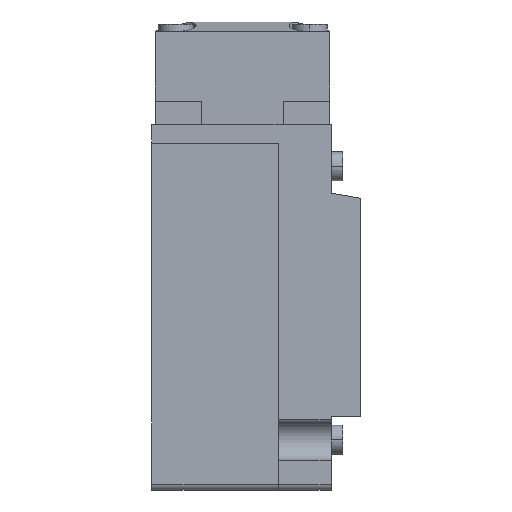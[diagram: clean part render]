
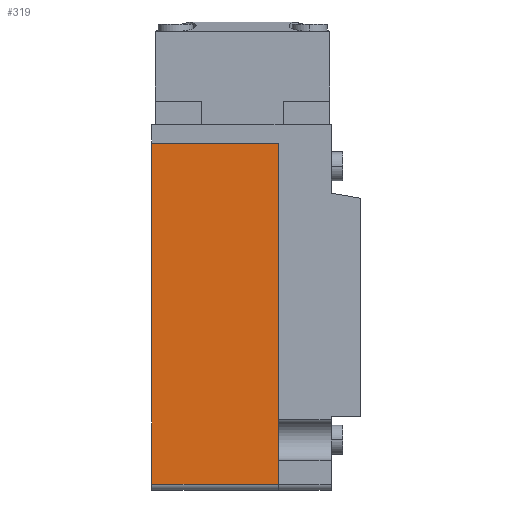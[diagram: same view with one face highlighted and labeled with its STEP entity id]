
A CAD part, left-side view. The second image highlights one B-rep face of the part: STEP entity #319.
In plain terms, the highlighted planar face has unit normal (-1, 0, 0).
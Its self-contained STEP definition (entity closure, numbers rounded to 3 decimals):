
#319=ADVANCED_FACE('FACE72',(#718),#719,.T.);
#718=FACE_OUTER_BOUND('',#1198,.T.);
#719=PLANE('',#1199);
#1198=EDGE_LOOP('',(#2070,#2071,#2072,#2073));
#1199=AXIS2_PLACEMENT_3D('',#2074,#2075,#2076);
#2070=ORIENTED_EDGE('',*,*,#2992,.T.);
#2071=ORIENTED_EDGE('',*,*,#3094,.F.);
#2072=ORIENTED_EDGE('',*,*,#3096,.T.);
#2073=ORIENTED_EDGE('',*,*,#3097,.T.);
#2074=CARTESIAN_POINT('',(-19.685,16.256,1.27));
#2075=DIRECTION('',(-1.0,0.,0.));
#2076=DIRECTION('',(0.,1.0,0.0));
#2992=EDGE_CURVE('EDGE113',#3610,#3608,#3611,.T.);
#3094=EDGE_CURVE('EDGE188',#3759,#3608,#3761,.T.);
#3096=EDGE_CURVE('EDGE189',#3759,#3763,#3764,.T.);
#3097=EDGE_CURVE('EDGE190',#3763,#3610,#3765,.T.);
#3608=VERTEX_POINT('VERTEX78',#4462);
#3610=VERTEX_POINT('VERTEX79',#4465);
#3611=LINE('',#4466,#4467);
#3759=VERTEX_POINT('VERTEX127',#4669);
#3761=LINE('',#4672,#4673);
#3763=VERTEX_POINT('VERTEX128',#4675);
#3764=LINE('',#4676,#4677);
#3765=LINE('',#4678,#4679);
#4462=CARTESIAN_POINT('',(-19.685,-11.405,75.667));
#4465=CARTESIAN_POINT('',(-19.685,-11.405,1.27));
#4466=CARTESIAN_POINT('',(-19.685,-11.405,75.667));
#4467=VECTOR('',#5430,25.4);
#4669=CARTESIAN_POINT('',(-19.685,16.256,75.667));
#4672=CARTESIAN_POINT('',(-19.685,16.256,75.667));
#4673=VECTOR('',#5543,25.4);
#4675=CARTESIAN_POINT('',(-19.685,16.256,1.27));
#4676=CARTESIAN_POINT('',(-19.685,16.256,75.667));
#4677=VECTOR('',#5544,25.4);
#4678=CARTESIAN_POINT('',(-19.685,16.256,1.27));
#4679=VECTOR('',#5545,25.4);
#5430=DIRECTION('',(0.,0.,1.0));
#5543=DIRECTION('',(0.0,-1.0,0.));
#5544=DIRECTION('',(0.,0.,-1.0));
#5545=DIRECTION('',(0.0,-1.0,0.));
